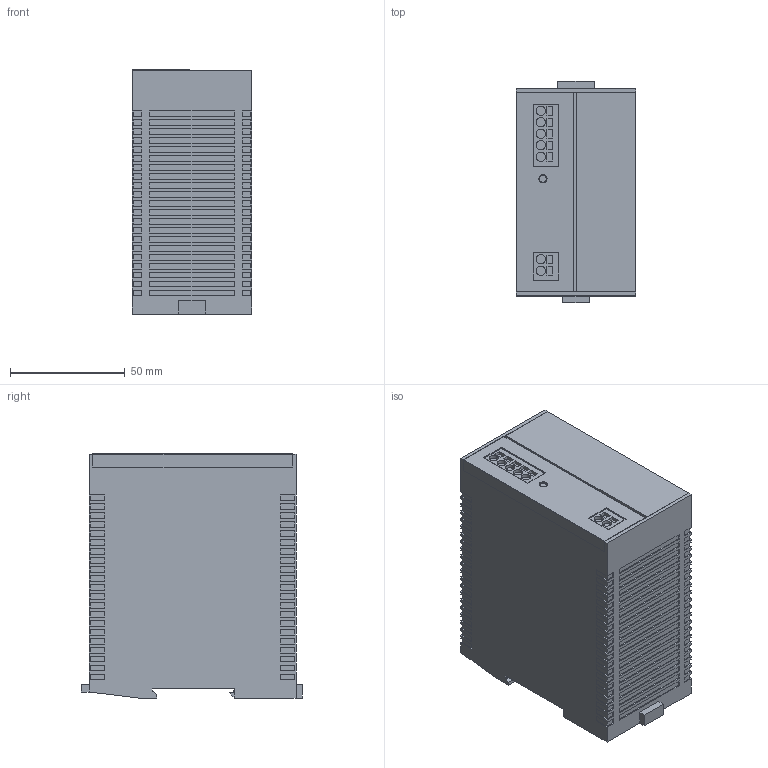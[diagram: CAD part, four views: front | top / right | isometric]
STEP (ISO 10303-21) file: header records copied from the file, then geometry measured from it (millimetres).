
FILE_DESCRIPTION(/* description */ ('Alibre Inc.'),/* implementation_level */ '2;1');
FILE_NAME(/* name */ 'export-3CF4EA17-49C5-46CD-9D55-7388F74613B0',/* time_stamp */ '2020-05-25T11:33:42+02:00',/* author */ (''),/* organization */ (''),/* preprocessor_version */ 'ST-DEVELOPER v17',/* originating_system */ 'Alibre',/* authorisation */ '');
FILE_SCHEMA (('AUTOMOTIVE_DESIGN'));
Length unit declared in the file: millimetre
Products named in the file (8): 216303; 164607
Bounding box: 51.8 x 96.5 x 106.2 mm (x, y, z)
Volume: 482005.6 mm3; surface area: 57952.8 mm2
Topology: 6 solids, 6 shells, 867 faces, 2395 edges, 1596 vertices
Faces by surface type: plane 849, cylinder 18
Full cylindrical faces by diameter (mm): 3.6 x2
Entity records: 26397 total; most frequent: CARTESIAN_POINT 4858, ORIENTED_EDGE 4786, DIRECTION 3330, EDGE_CURVE 2393, VECTOR 2349, LINE 2349, VERTEX_POINT 1596, EDGE_LOOP 937
